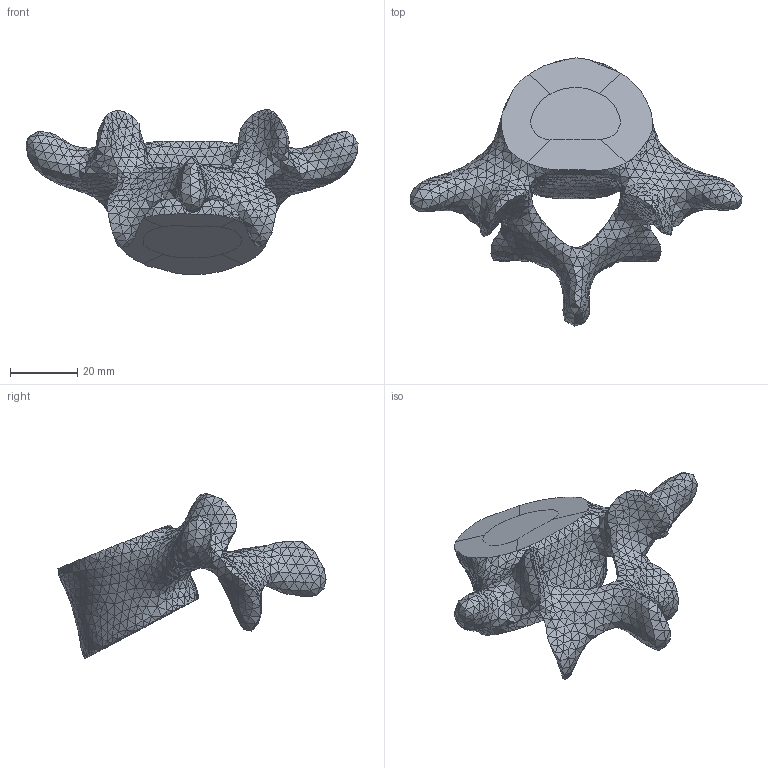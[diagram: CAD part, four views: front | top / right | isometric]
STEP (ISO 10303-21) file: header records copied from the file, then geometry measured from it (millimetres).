
FILE_DESCRIPTION(/* description */ (''),/* implementation_level */ '2;1');
FILE_NAME(/* name */ 'L5.step',/* time_stamp */ '2024-06-23T10:15:51-04:00',/* author */ (''),/* organization */ (''),/* preprocessor_version */ 'ST-DEVELOPER v20',/* originating_system */ 'Autodesk Translation Framework v13.14.0.145',/* authorisation */ '');
FILE_SCHEMA (('AUTOMOTIVE_DESIGN { 1 0 10303 214 3 1 1 }'));
Products named in the file (1): L5
Bounding box: 98.76 x 79.78 x 49.22 mm (x, y, z)
Volume: 50718.4 mm3; surface area: 12305.7 mm2
Topology: 1 solids, 1 shells, 2767 faces, 4475 edges, 1708 vertices
Faces by surface type: plane 2767
Entity records: 56918 total; most frequent: DIRECTION 10011, CARTESIAN_POINT 8951, ORIENTED_EDGE 8950, LINE 4475, VECTOR 4475, EDGE_CURVE 4475, AXIS2_PLACEMENT_3D 2768, FACE_OUTER_BOUND 2767
